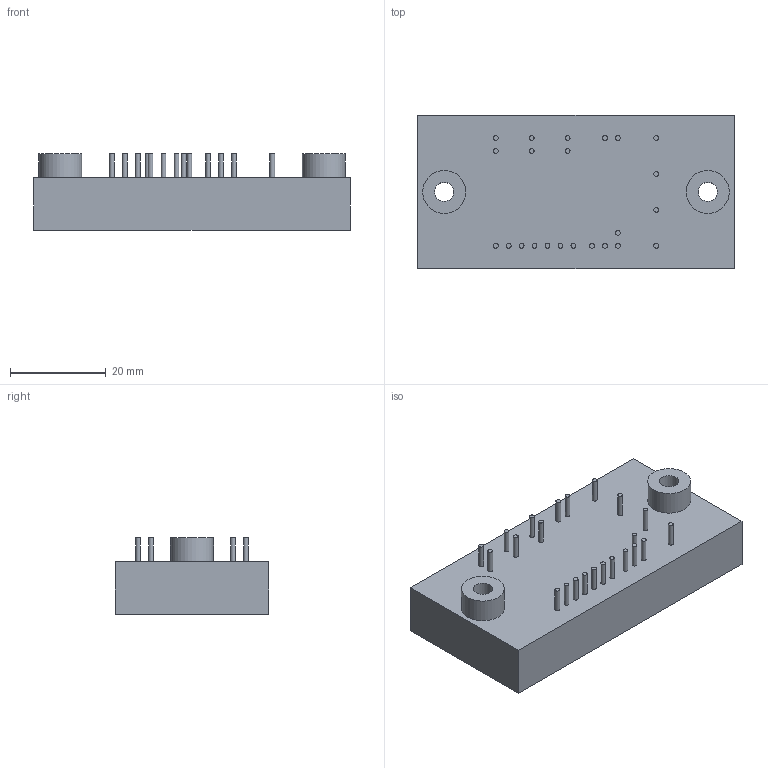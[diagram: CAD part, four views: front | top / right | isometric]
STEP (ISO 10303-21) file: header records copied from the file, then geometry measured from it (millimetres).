
FILE_DESCRIPTION(('FreeCAD Model'),'2;1');
FILE_NAME('Open CASCADE Shape Model','2024-05-17T23:44:52',('Author'),( ''),'Open CASCADE STEP processor 7.6','FreeCAD','Unknown');
FILE_SCHEMA(('AP242_MANAGED_MODEL_BASED_3D_ENGINEERING_MIM_LF. {1 0 10303 442 1 1 4 }'));
Length unit declared in the file: millimetre
Products named in the file (1): V23990
Bounding box: 66 x 32 x 16 mm (x, y, z)
Volume: 23315.4 mm3; surface area: 7657.9 mm2
Topology: 1 solids, 1 shells, 68 faces, 117 edges, 78 vertices
Faces by surface type: plane 41, cylinder 27
Full cylindrical faces by diameter (mm): 1 x23, 4 x2, 9 x2
Entity records: 2144 total; most frequent: DIRECTION 309, CARTESIAN_POINT 264, ORIENTED_EDGE 234, AXIS2_PLACEMENT_3D 123, EDGE_CURVE 117, FACE_BOUND 99, EDGE_LOOP 99, VERTEX_POINT 78
